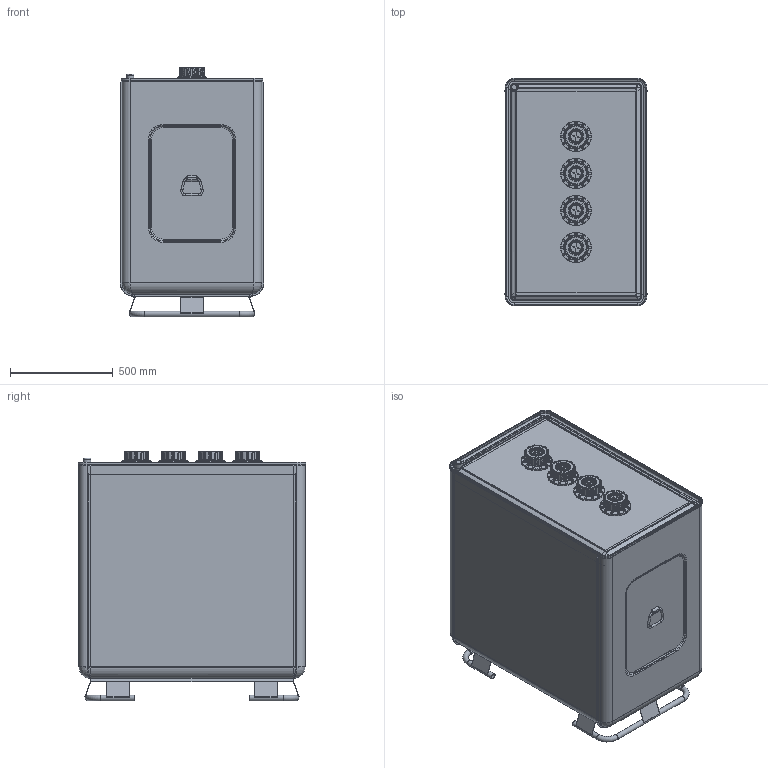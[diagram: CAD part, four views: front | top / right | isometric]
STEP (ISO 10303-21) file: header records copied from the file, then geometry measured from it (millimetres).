
FILE_DESCRIPTION(/* description */ (''),/* implementation_level */ '2;1');
FILE_NAME(/* name */ 'Kombi-Tank 720.stp',/* time_stamp */ '2017-04-27T15:44:19+02:00',/* author */ ('sk'),/* organization */ (''),/* preprocessor_version */ 'ST-DEVELOPER v16.5',/* originating_system */ 'Autodesk Inventor 2017',/* authorisation */ '');
FILE_SCHEMA (('AUTOMOTIVE_DESIGN { 1 0 10303 214 3 1 1 }'));
Length unit declared in the file: millimetre
Products named in the file (20): Kombi-Tank 720; Fuß_Kombi-Tank; Rahmen; Kantung Fußrahmen; Quer-Verbindung; Fußteil; unteres Fußrohr; Blech Fußrohr; Doppelwand-Behälter_720; Handgriff; Deckel-Kombi; Kombi-Tank-PE 720; Kontermutter; Deckel-PE; 203046; 203045; 203031; 203037; 203036; Leckanz
Assembly tree (31 placements, depth 4):
  Kombi-Tank 720
    Fuß_Kombi-Tank
      Rahmen
        Kantung Fußrahmen  x2
        Quer-Verbindung  x2
      Fußteil  x2
        unteres Fußrohr
        Blech Fußrohr
    Doppelwand-Behälter_720
    Handgriff  x2
    Deckel-Kombi
    Kombi-Tank-PE 720
    Kontermutter  x4
    Deckel-PE  x4
      203046
      203045
      203031
      203037
      203036
    Leckanz
Bounding box: 700 x 1108 x 1213.16 mm (x, y, z)
Volume: 23076505.4 mm3; surface area: 21527087.7 mm2
Topology: 42 solids, 42 shells, 2282 faces, 5961 edges, 3641 vertices
Faces by surface type: cylinder 853, plane 832, bspline 268, torus 261, cone 44, sphere 24
Full cylindrical faces by diameter (mm): 10 x6, 22.5 x6, 26.9 x6, 30 x1, 35 x1, 40 x1, 56 x4, 56.656 x4, 58 x4, 58.5 x4, 61 x4, 64 x4, 65 x4, 66 x4, 68 x4, 73 x4, 76 x4, 83.5 x4, 85 x4, 86 x4, 93 x4, 99.5 x16, 100 x4, 120 x4, 150 x4
Entity records: 38579 total; most frequent: CARTESIAN_POINT 16053, DIRECTION 4689, ORIENTED_EDGE 4460, EDGE_CURVE 2230, AXIS2_PLACEMENT_3D 1870, VERTEX_POINT 1399, EDGE_LOOP 1055, LINE 949
